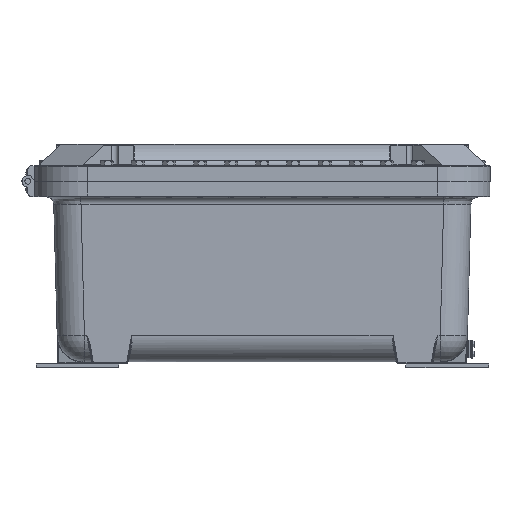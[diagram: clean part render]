
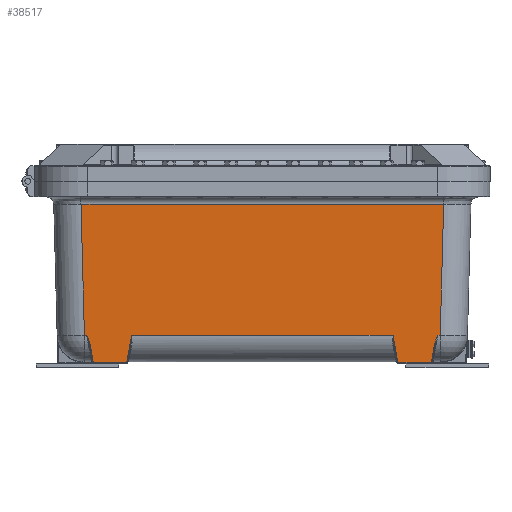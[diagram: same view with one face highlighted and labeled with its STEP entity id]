
A CAD part, front view. The second image highlights one B-rep face of the part: STEP entity #38517.
In plain terms, the highlighted planar face has unit normal (0, -1, -0.026).
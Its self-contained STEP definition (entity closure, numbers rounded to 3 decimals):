
#2004=B_SPLINE_CURVE_WITH_KNOTS('',3,(#61012,#61013,#61014,#61015,#61016,
#61017,#61018,#61019),.UNSPECIFIED.,.F.,.F.,(4,1,1,2,4),(0.,0.647,
0.971,1.619,1.622),.UNSPECIFIED.);
#2007=B_SPLINE_CURVE_WITH_KNOTS('',3,(#61183,#61184,#61185,#61186,#61187,
#61188,#61189,#61190),.UNSPECIFIED.,.F.,.F.,(4,2,1,1,4),(-0.003,
0.,0.647,0.971,1.619),.UNSPECIFIED.);
#2772=LINE('',#53107,#6182);
#3625=LINE('',#60217,#7035);
#3685=LINE('',#60970,#7095);
#3687=LINE('',#61094,#7097);
#3689=LINE('',#61097,#7099);
#3700=LINE('',#61177,#7110);
#3701=LINE('',#61179,#7111);
#3702=LINE('',#61181,#7112);
#3703=LINE('',#61192,#7113);
#3704=LINE('',#61193,#7114);
#3705=LINE('',#61195,#7115);
#3706=LINE('',#61196,#7116);
#6182=VECTOR('',#43771,0.394);
#7035=VECTOR('',#45652,0.394);
#7095=VECTOR('',#45936,0.394);
#7097=VECTOR('',#45960,0.394);
#7099=VECTOR('',#45964,0.394);
#7110=VECTOR('',#46019,0.394);
#7111=VECTOR('',#46020,0.394);
#7112=VECTOR('',#46021,0.394);
#7113=VECTOR('',#46022,0.394);
#7114=VECTOR('',#46023,0.394);
#7115=VECTOR('',#46024,0.394);
#7116=VECTOR('',#46025,0.394);
#9788=PLANE('',#41316);
#12292=FACE_OUTER_BOUND('',#14699,.T.);
#14699=EDGE_LOOP('',(#30206,#30207,#30208,#30209,#30210,#30211,#30212,#30213,
#30214,#30215,#30216,#30217,#30218,#30219));
#17701=VERTEX_POINT('',#53104);
#17702=VERTEX_POINT('',#53106);
#18628=VERTEX_POINT('',#60037);
#18634=VERTEX_POINT('',#60216);
#18707=VERTEX_POINT('',#60959);
#18710=VERTEX_POINT('',#60966);
#18712=VERTEX_POINT('',#61011);
#18718=VERTEX_POINT('',#61090);
#18730=VERTEX_POINT('',#61176);
#18731=VERTEX_POINT('',#61178);
#18732=VERTEX_POINT('',#61180);
#18733=VERTEX_POINT('',#61182);
#18734=VERTEX_POINT('',#61191);
#18735=VERTEX_POINT('',#61194);
#21404=EDGE_CURVE('',#17701,#17702,#2772,.T.);
#22816=EDGE_CURVE('',#18628,#18634,#3625,.T.);
#22953=EDGE_CURVE('',#18707,#18710,#3685,.T.);
#22954=EDGE_CURVE('',#18710,#18712,#2004,.T.);
#22965=EDGE_CURVE('',#18634,#18718,#3687,.T.);
#22967=EDGE_CURVE('',#18718,#18707,#3689,.T.);
#22991=EDGE_CURVE('',#18730,#18628,#3700,.T.);
#22992=EDGE_CURVE('',#18731,#18730,#3701,.T.);
#22993=EDGE_CURVE('',#18732,#18731,#3702,.T.);
#22994=EDGE_CURVE('',#18733,#18732,#2007,.T.);
#22995=EDGE_CURVE('',#18734,#18733,#3703,.T.);
#22996=EDGE_CURVE('',#17702,#18734,#3704,.T.);
#22997=EDGE_CURVE('',#18735,#17701,#3705,.T.);
#22998=EDGE_CURVE('',#18712,#18735,#3706,.T.);
#30206=ORIENTED_EDGE('',*,*,#22954,.F.);
#30207=ORIENTED_EDGE('',*,*,#22953,.F.);
#30208=ORIENTED_EDGE('',*,*,#22967,.F.);
#30209=ORIENTED_EDGE('',*,*,#22965,.F.);
#30210=ORIENTED_EDGE('',*,*,#22816,.F.);
#30211=ORIENTED_EDGE('',*,*,#22991,.F.);
#30212=ORIENTED_EDGE('',*,*,#22992,.F.);
#30213=ORIENTED_EDGE('',*,*,#22993,.F.);
#30214=ORIENTED_EDGE('',*,*,#22994,.F.);
#30215=ORIENTED_EDGE('',*,*,#22995,.F.);
#30216=ORIENTED_EDGE('',*,*,#22996,.F.);
#30217=ORIENTED_EDGE('',*,*,#21404,.F.);
#30218=ORIENTED_EDGE('',*,*,#22997,.F.);
#30219=ORIENTED_EDGE('',*,*,#22998,.F.);
#38517=ADVANCED_FACE('',(#12292),#9788,.T.);
#41316=AXIS2_PLACEMENT_3D('',#61175,#46017,#46018);
#43771=DIRECTION('',(1.,0.,0.));
#45652=DIRECTION('',(-1.,0.,0.));
#45936=DIRECTION('',(-0.174,-0.026,0.984));
#45960=DIRECTION('',(-0.174,0.026,-0.984));
#45964=DIRECTION('',(-1.,0.,0.));
#46017=DIRECTION('center_axis',(0.,-1.,
-0.026));
#46018=DIRECTION('ref_axis',(0.,0.026,-1.));
#46019=DIRECTION('',(-0.174,-0.026,0.984));
#46020=DIRECTION('',(-1.,0.,0.));
#46021=DIRECTION('',(-0.174,0.026,-0.984));
#46022=DIRECTION('',(-1.,0.,0.));
#46023=DIRECTION('',(-0.026,0.026,-0.999));
#46024=DIRECTION('',(-0.026,-0.026,0.999));
#46025=DIRECTION('',(-1.,0.,0.));
#53104=CARTESIAN_POINT('',(-11.648,-19.397,-1.487));
#53106=CARTESIAN_POINT('',(11.648,-19.397,-1.487));
#53107=CARTESIAN_POINT('',(-6.705,-19.397,-1.487));
#60037=CARTESIAN_POINT('',(8.397,-19.177,-9.89));
#60216=CARTESIAN_POINT('',(-8.397,-19.177,-9.89));
#60217=CARTESIAN_POINT('',(-6.705,-19.177,-9.89));
#60959=CARTESIAN_POINT('',(-10.854,-19.131,-11.658));
#60966=CARTESIAN_POINT('',(-11.06,-19.162,-10.488));
#60970=CARTESIAN_POINT('',(-11.805,-19.272,-6.262));
#61011=CARTESIAN_POINT('',(-11.277,-19.177,-9.89));
#61012=CARTESIAN_POINT('Ctrl Pts',(-11.06,-19.162,
-10.488));
#61013=CARTESIAN_POINT('Ctrl Pts',(-11.075,-19.164,-10.405));
#61014=CARTESIAN_POINT('Ctrl Pts',(-11.112,-19.167,
-10.282));
#61015=CARTESIAN_POINT('Ctrl Pts',(-11.19,-19.172,
-10.085));
#61016=CARTESIAN_POINT('Ctrl Pts',(-11.242,-19.175,
-9.968));
#61017=CARTESIAN_POINT('Ctrl Pts',(-11.277,-19.177,
-9.89));
#61018=CARTESIAN_POINT('Ctrl Pts',(-11.277,-19.177,
-9.89));
#61019=CARTESIAN_POINT('Ctrl Pts',(-11.277,-19.177,-9.89));
#61090=CARTESIAN_POINT('',(-8.709,-19.131,-11.658));
#61094=CARTESIAN_POINT('',(-7.862,-19.257,-6.854));
#61097=CARTESIAN_POINT('',(-12.051,-19.131,-11.658));
#61175=CARTESIAN_POINT('Origin',(-13.41,-19.41,-1.));
#61176=CARTESIAN_POINT('',(8.709,-19.131,-11.658));
#61177=CARTESIAN_POINT('',(7.458,-19.317,-4.562));
#61178=CARTESIAN_POINT('',(10.854,-19.131,-11.658));
#61179=CARTESIAN_POINT('',(-1.359,-19.131,-11.658));
#61180=CARTESIAN_POINT('',(11.06,-19.162,-10.488));
#61181=CARTESIAN_POINT('',(11.401,-19.212,-8.554));
#61182=CARTESIAN_POINT('',(11.277,-19.177,-9.89));
#61183=CARTESIAN_POINT('Ctrl Pts',(11.277,-19.177,-9.89));
#61184=CARTESIAN_POINT('Ctrl Pts',(11.277,-19.177,-9.89));
#61185=CARTESIAN_POINT('Ctrl Pts',(11.277,-19.177,-9.89));
#61186=CARTESIAN_POINT('Ctrl Pts',(11.242,-19.175,-9.968));
#61187=CARTESIAN_POINT('Ctrl Pts',(11.189,-19.172,-10.085));
#61188=CARTESIAN_POINT('Ctrl Pts',(11.112,-19.167,-10.282));
#61189=CARTESIAN_POINT('Ctrl Pts',(11.075,-19.164,-10.405));
#61190=CARTESIAN_POINT('Ctrl Pts',(11.06,-19.162,-10.488));
#61191=CARTESIAN_POINT('',(11.428,-19.177,-9.89));
#61192=CARTESIAN_POINT('',(-6.705,-19.177,-9.89));
#61193=CARTESIAN_POINT('',(11.653,-19.402,-1.305));
#61194=CARTESIAN_POINT('',(-11.428,-19.177,-9.89));
#61195=CARTESIAN_POINT('',(-11.649,-19.398,-1.462));
#61196=CARTESIAN_POINT('',(-6.705,-19.177,-9.89));
